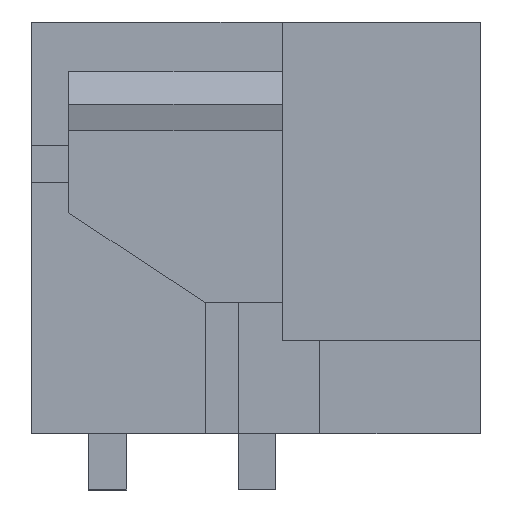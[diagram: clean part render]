
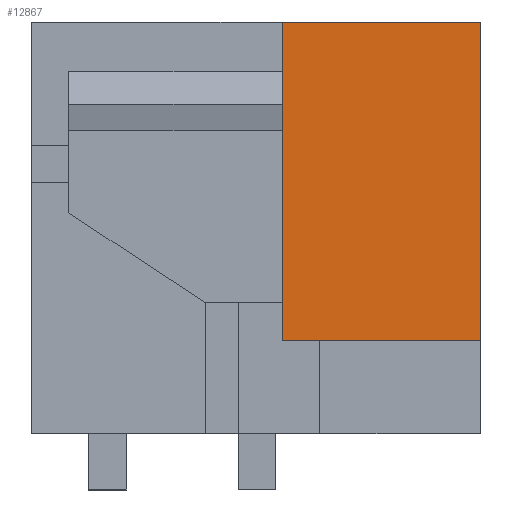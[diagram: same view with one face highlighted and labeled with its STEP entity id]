
A CAD part, left-side view. The second image highlights one B-rep face of the part: STEP entity #12867.
In plain terms, the highlighted planar face has unit normal (-1, 0, 0).
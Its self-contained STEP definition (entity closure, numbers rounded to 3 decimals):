
#12854=AXIS2_PLACEMENT_3D('Plane Axis2P3D',#12851,#12852,#12853) ;
#549=CARTESIAN_POINT('Vertex',(-50.44,-12.,12.5)) ;
#552=CARTESIAN_POINT('Line Origine',(-50.44,-12.,8.25)) ;
#556=CARTESIAN_POINT('Vertex',(-50.44,-12.,4.)) ;
#1457=CARTESIAN_POINT('Vertex',(-50.44,-6.7,12.5)) ;
#1460=CARTESIAN_POINT('Line Origine',(-50.44,-9.35,12.5)) ;
#12713=CARTESIAN_POINT('Line Origine',(-50.44,-9.35,4.)) ;
#12717=CARTESIAN_POINT('Vertex',(-50.44,-6.7,4.)) ;
#12851=CARTESIAN_POINT('Axis2P3D Location',(-50.44,0.,12.5)) ;
#12856=CARTESIAN_POINT('Line Origine',(-50.44,-6.7,8.25)) ;
#553=DIRECTION('Vector Direction',(0.,0.,-1.)) ;
#1461=DIRECTION('Vector Direction',(0.,-1.,0.)) ;
#12714=DIRECTION('Vector Direction',(0.,-1.,0.)) ;
#12852=DIRECTION('Axis2P3D Direction',(-1.,0.,0.)) ;
#12853=DIRECTION('Axis2P3D XDirection',(0.,0.,-1.)) ;
#12857=DIRECTION('Vector Direction',(0.,0.,-1.)) ;
#554=VECTOR('Line Direction',#553,1.) ;
#1462=VECTOR('Line Direction',#1461,1.) ;
#12715=VECTOR('Line Direction',#12714,1.) ;
#12858=VECTOR('Line Direction',#12857,1.) ;
#12862=ORIENTED_EDGE('',*,*,#12860,.F.) ;
#12863=ORIENTED_EDGE('',*,*,#12719,.T.) ;
#12864=ORIENTED_EDGE('',*,*,#558,.F.) ;
#12865=ORIENTED_EDGE('',*,*,#1464,.F.) ;
#12867=ADVANCED_FACE('Housing',(#12866),#12855,.T.) ;
#558=EDGE_CURVE('',#550,#557,#555,.T.) ;
#1464=EDGE_CURVE('',#1458,#550,#1463,.T.) ;
#12719=EDGE_CURVE('',#12718,#557,#12716,.T.) ;
#12860=EDGE_CURVE('',#12718,#1458,#12859,.F.) ;
#12861=EDGE_LOOP('',(#12862,#12863,#12864,#12865)) ;
#12866=FACE_OUTER_BOUND('',#12861,.T.) ;
#555=LINE('Line',#552,#554) ;
#1463=LINE('Line',#1460,#1462) ;
#12716=LINE('Line',#12713,#12715) ;
#12859=LINE('Line',#12856,#12858) ;
#12855=PLANE('',#12854) ;
#550=VERTEX_POINT('',#549) ;
#557=VERTEX_POINT('',#556) ;
#1458=VERTEX_POINT('',#1457) ;
#12718=VERTEX_POINT('',#12717) ;
